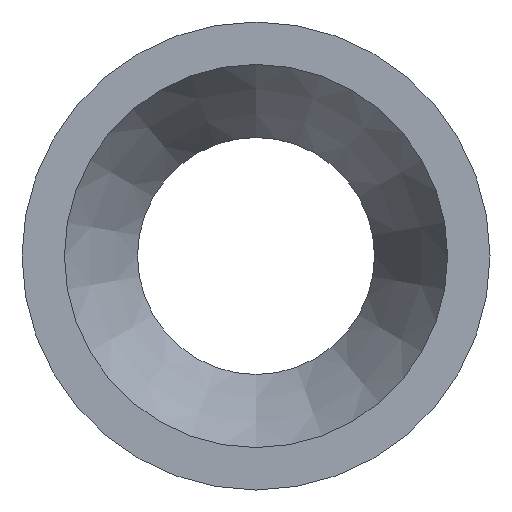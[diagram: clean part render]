
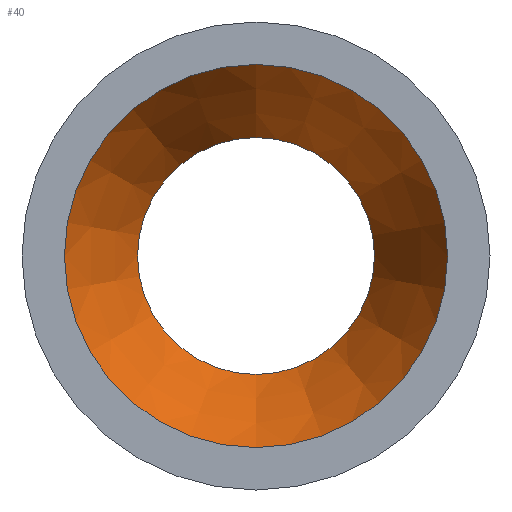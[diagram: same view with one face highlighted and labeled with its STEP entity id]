
A CAD part, left-side view. The second image highlights one B-rep face of the part: STEP entity #40.
In plain terms, the highlighted conical face has half-angle 26.565 degrees and reference radius 13.1 mm.
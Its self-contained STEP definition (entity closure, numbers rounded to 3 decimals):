
#40 = ADVANCED_FACE( '', ( #81, #82 ), #83, .F. );
#81 = FACE_BOUND( '', #120, .T. );
#82 = FACE_OUTER_BOUND( '', #121, .T. );
#83 = CONICAL_SURFACE( '', #122, 13.1, 0.464 );
#120 = EDGE_LOOP( '', ( #161 ) );
#121 = EDGE_LOOP( '', ( #162 ) );
#122 = AXIS2_PLACEMENT_3D( '', #163, #164, #165 );
#161 = ORIENTED_EDGE( '', *, *, #195, .T. );
#162 = ORIENTED_EDGE( '', *, *, #196, .F. );
#163 = CARTESIAN_POINT( '', ( 43., 0., 0. ) );
#164 = DIRECTION( '', ( -1., 0., 0. ) );
#165 = DIRECTION( '', ( 0., 0., 1. ) );
#195 = EDGE_CURVE( '', #217, #217, #218, .T. );
#196 = EDGE_CURVE( '', #219, #219, #220, .T. );
#217 = VERTEX_POINT( '', #241 );
#218 = CIRCLE( '', #242, 8.1 );
#219 = VERTEX_POINT( '', #243 );
#220 = CIRCLE( '', #244, 13.1 );
#241 = CARTESIAN_POINT( '', ( 53., 0., -8.1 ) );
#242 = AXIS2_PLACEMENT_3D( '', #266, #267, #268 );
#243 = CARTESIAN_POINT( '', ( 43., 0., -13.1 ) );
#244 = AXIS2_PLACEMENT_3D( '', #269, #270, #271 );
#266 = CARTESIAN_POINT( '', ( 53., 0., 0. ) );
#267 = DIRECTION( '', ( 1., 0., 0. ) );
#268 = DIRECTION( '', ( 0., 0., -1. ) );
#269 = CARTESIAN_POINT( '', ( 43., 0., 0. ) );
#270 = DIRECTION( '', ( 1., 0., 0. ) );
#271 = DIRECTION( '', ( 0., 0., -1. ) );
